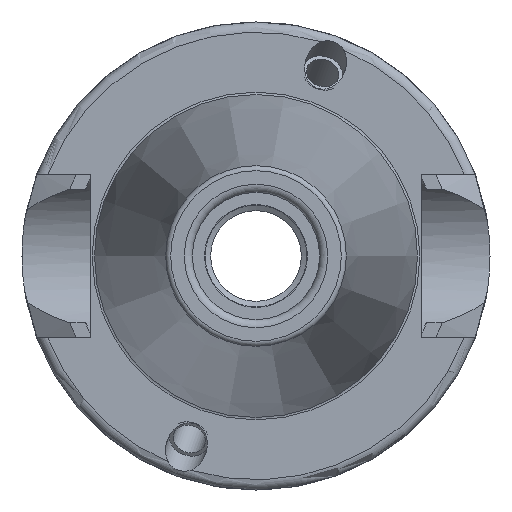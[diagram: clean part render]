
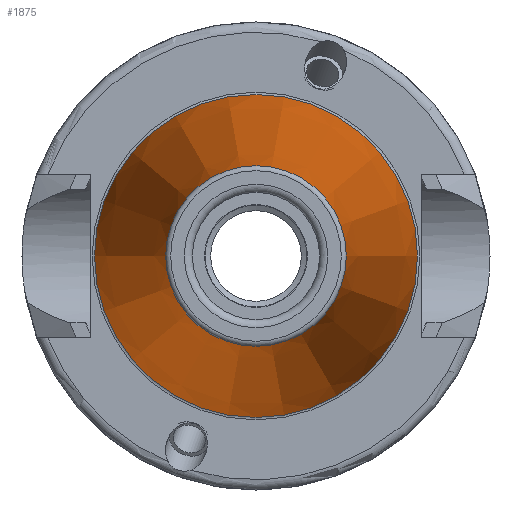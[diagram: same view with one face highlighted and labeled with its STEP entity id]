
A CAD part, left-side view. The second image highlights one B-rep face of the part: STEP entity #1875.
In plain terms, the highlighted conical face has half-angle 8.297 degrees and reference radius 12.377 mm.
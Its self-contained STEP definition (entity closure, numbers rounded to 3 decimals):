
#53=CONICAL_SURFACE('',#2167,12.377,0.145);
#195=FACE_OUTER_BOUND('',#302,.T.);
#302=EDGE_LOOP('',(#1699,#1700,#1701,#1702,#1703,#1704,#1705));
#413=LINE('',#3688,#488);
#488=VECTOR('',#2793,12.377);
#643=CIRCLE('',#2163,8.879);
#644=CIRCLE('',#2164,8.879);
#645=CIRCLE('',#2165,8.879);
#647=CIRCLE('',#2168,15.875);
#648=CIRCLE('',#2169,15.875);
#850=VERTEX_POINT('',#3676);
#851=VERTEX_POINT('',#3677);
#852=VERTEX_POINT('',#3679);
#853=VERTEX_POINT('',#3684);
#854=VERTEX_POINT('',#3685);
#1139=EDGE_CURVE('',#850,#851,#643,.T.);
#1140=EDGE_CURVE('',#852,#850,#644,.T.);
#1141=EDGE_CURVE('',#851,#852,#645,.T.);
#1143=EDGE_CURVE('',#853,#854,#647,.T.);
#1144=EDGE_CURVE('',#854,#853,#648,.T.);
#1145=EDGE_CURVE('',#854,#852,#413,.T.);
#1699=ORIENTED_EDGE('',*,*,#1143,.F.);
#1700=ORIENTED_EDGE('',*,*,#1144,.F.);
#1701=ORIENTED_EDGE('',*,*,#1145,.T.);
#1702=ORIENTED_EDGE('',*,*,#1140,.T.);
#1703=ORIENTED_EDGE('',*,*,#1139,.T.);
#1704=ORIENTED_EDGE('',*,*,#1141,.T.);
#1705=ORIENTED_EDGE('',*,*,#1145,.F.);
#1875=ADVANCED_FACE('',(#195),#53,.T.);
#2163=AXIS2_PLACEMENT_3D('',#3678,#2779,#2780);
#2164=AXIS2_PLACEMENT_3D('',#3680,#2781,#2782);
#2165=AXIS2_PLACEMENT_3D('',#3681,#2783,#2784);
#2167=AXIS2_PLACEMENT_3D('',#3683,#2787,#2788);
#2168=AXIS2_PLACEMENT_3D('',#3686,#2789,#2790);
#2169=AXIS2_PLACEMENT_3D('',#3687,#2791,#2792);
#2779=DIRECTION('center_axis',(1.,0.,0.));
#2780=DIRECTION('ref_axis',(0.,0.,-1.));
#2781=DIRECTION('center_axis',(1.,0.,0.));
#2782=DIRECTION('ref_axis',(0.,0.,-1.));
#2783=DIRECTION('center_axis',(1.,0.,0.));
#2784=DIRECTION('ref_axis',(0.,0.,-1.));
#2787=DIRECTION('center_axis',(1.,0.,0.));
#2788=DIRECTION('ref_axis',(0.,1.,0.));
#2789=DIRECTION('center_axis',(1.,0.,0.));
#2790=DIRECTION('ref_axis',(0.,0.,-1.));
#2791=DIRECTION('center_axis',(1.,0.,0.));
#2792=DIRECTION('ref_axis',(0.,0.,-1.));
#2793=DIRECTION('',(-0.99,0.144,0.));
#3676=CARTESIAN_POINT('',(-47.972,8.879,0.));
#3677=CARTESIAN_POINT('',(-47.972,0.,8.879));
#3678=CARTESIAN_POINT('Origin',(-47.972,0.,
0.));
#3679=CARTESIAN_POINT('',(-47.972,-8.879,0.));
#3680=CARTESIAN_POINT('Origin',(-47.972,0.,
0.));
#3681=CARTESIAN_POINT('Origin',(-47.972,0.,
0.));
#3683=CARTESIAN_POINT('Origin',(-23.986,0.,
0.));
#3684=CARTESIAN_POINT('',(0.,15.875,0.));
#3685=CARTESIAN_POINT('',(0.,-15.875,0.));
#3686=CARTESIAN_POINT('Origin',(0.,0.,
0.));
#3687=CARTESIAN_POINT('Origin',(0.,0.,
0.));
#3688=CARTESIAN_POINT('',(-23.986,-12.377,0.));
